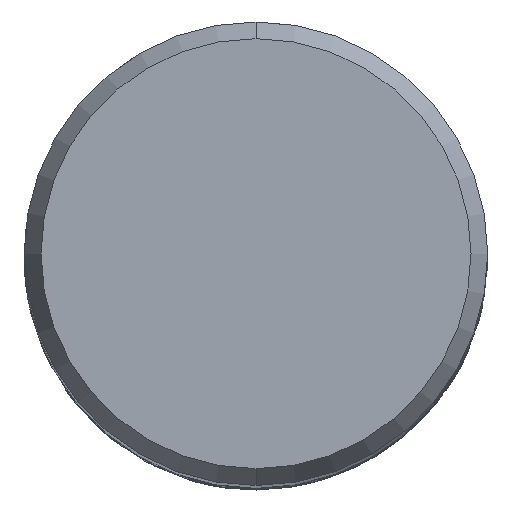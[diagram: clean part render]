
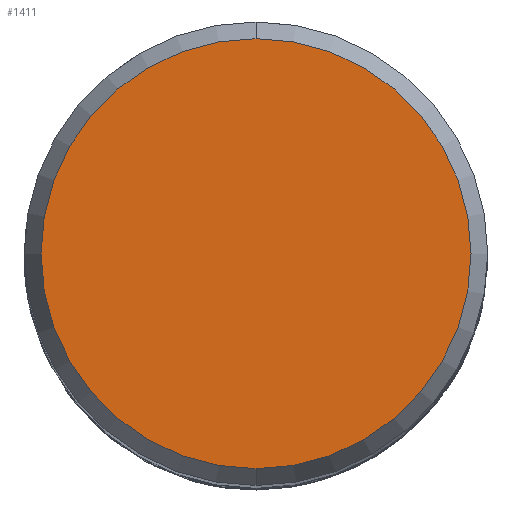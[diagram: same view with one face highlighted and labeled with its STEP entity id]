
A CAD part, top view. The second image highlights one B-rep face of the part: STEP entity #1411.
In plain terms, the highlighted planar face has unit normal (0, 0, 1).
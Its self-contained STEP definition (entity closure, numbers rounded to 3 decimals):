
#847=VERTEX_POINT('',#2260);
#861=EDGE_CURVE('',#1191,#847,#2275,.T.);
#1191=VERTEX_POINT('',#2638);
#1367=EDGE_CURVE('',#847,#1191,#2840,.T.);
#1411=ADVANCED_FACE('',(#2886),#2887,.T.);
#2260=CARTESIAN_POINT('',(0.0,7.423,0.0));
#2275=CIRCLE('',#5779,7.423);
#2638=CARTESIAN_POINT('',(0.,-7.423,0.0));
#2840=CIRCLE('',#11916,7.423);
#2886=FACE_OUTER_BOUND('',#12097,.T.);
#2887=PLANE('',#12098);
#5779=AXIS2_PLACEMENT_3D('',#20955,#20956,#20957);
#11916=AXIS2_PLACEMENT_3D('',#21644,#21645,#21646);
#12097=EDGE_LOOP('',(#21669,#21670));
#12098=AXIS2_PLACEMENT_3D('',#21671,#21672,#21673);
#20955=CARTESIAN_POINT('',(0.0,0.0,0.0));
#20956=DIRECTION('',(0.0,0.0,-1.0));
#20957=DIRECTION('',(0.0,1.0,0.0));
#21644=CARTESIAN_POINT('',(0.0,0.0,0.0));
#21645=DIRECTION('',(0.0,0.0,-1.0));
#21646=DIRECTION('',(0.0,1.0,0.0));
#21669=ORIENTED_EDGE('',*,*,#1367,.F.);
#21670=ORIENTED_EDGE('',*,*,#861,.F.);
#21671=CARTESIAN_POINT('',(0.0,3.711,0.0));
#21672=DIRECTION('',(-0.0,0.0,1.0));
#21673=DIRECTION('',(0.0,-1.0,0.0));
